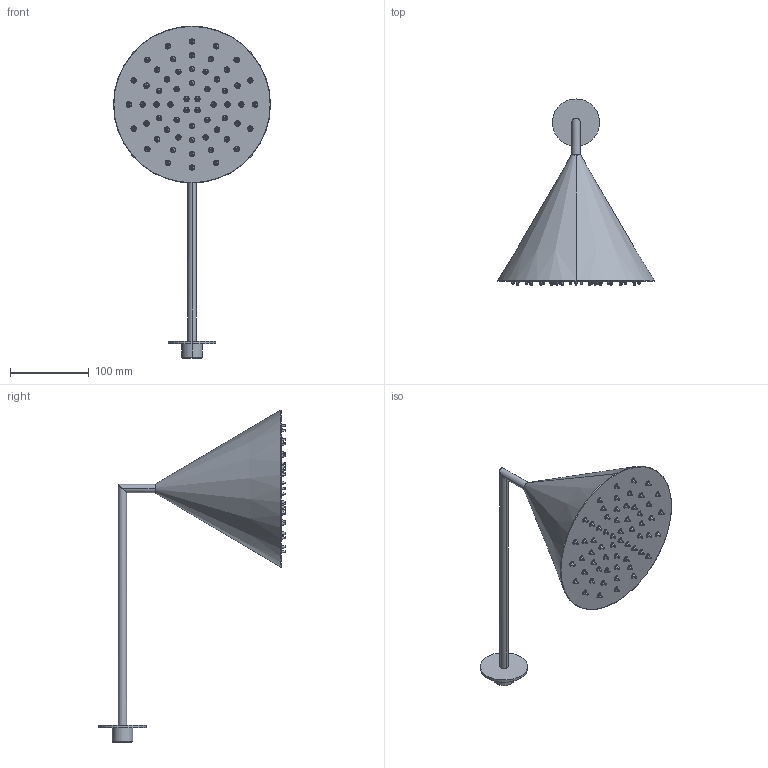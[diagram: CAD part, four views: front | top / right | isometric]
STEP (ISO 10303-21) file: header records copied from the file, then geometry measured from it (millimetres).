
FILE_DESCRIPTION (( 'STEP AP203' ), '1' );
FILE_NAME ('99ZP09211.STEP', '2023-11-21T13:35:43', ( '' ), ( '' ), 'SwSTEP 2.0', 'SolidWorks 2021', '' );
FILE_SCHEMA (( 'CONFIG_CONTROL_DESIGN' ));
Length unit declared in the file: millimetre
Products named in the file (1): 99ZP09211
Bounding box: 199.24 x 236.5 x 421.12 mm (x, y, z)
Volume: 1815957 mm3; surface area: 134432.6 mm2
Topology: 62 solids, 62 shells, 2270 faces, 4542 edges, 2584 vertices
Faces by surface type: bspline 1200, cylinder 624, plane 312, cone 130, torus 4
Entity records: 78809 total; most frequent: CARTESIAN_POINT 37261, ORIENTED_EDGE 9084, DIRECTION 8296, EDGE_CURVE 4542, AXIS2_PLACEMENT_3D 3771, CIRCLE 2700, VERTEX_POINT 2584, EDGE_LOOP 2580
